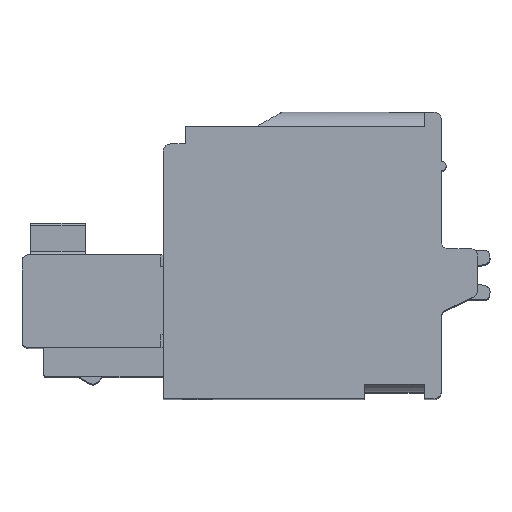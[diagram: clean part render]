
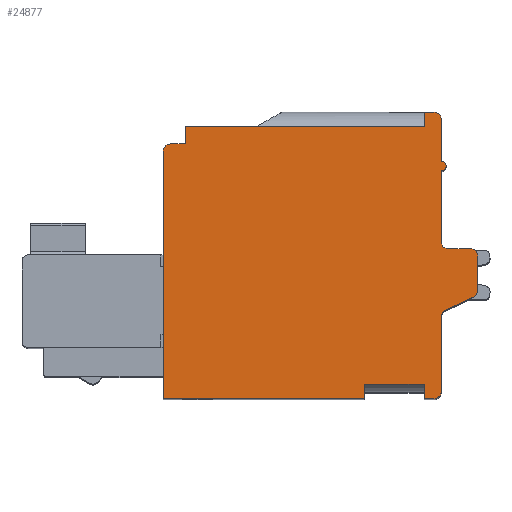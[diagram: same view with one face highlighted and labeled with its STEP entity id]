
A CAD part, top view. The second image highlights one B-rep face of the part: STEP entity #24877.
In plain terms, the highlighted planar face has unit normal (0, 0, 1).
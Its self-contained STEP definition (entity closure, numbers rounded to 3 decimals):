
#139=CARTESIAN_POINT('',(0.7,9.55,5.));
#140=DIRECTION('',(0.,0.,1.));
#141=DIRECTION('',(0.,-1.,0.));
#142=AXIS2_PLACEMENT_3D('',#139,#140,#141);
#237=DIRECTION('',(0.,1.,0.));
#238=VECTOR('',#237,2.9);
#239=CARTESIAN_POINT('',(0.7,6.45,5.));
#240=LINE('',#239,#238);
#453=DIRECTION('',(0.,1.,0.));
#454=VECTOR('',#453,3.059);
#455=CARTESIAN_POINT('',(0.7,0.3,5.));
#456=LINE('',#455,#454);
#1830=DIRECTION('',(0.,-1.,0.));
#1831=VECTOR('',#1830,0.6);
#1832=CARTESIAN_POINT('',(0.,0.6,5.));
#1833=LINE('',#1832,#1831);
#5225=DIRECTION('',(0.,-1.,0.));
#5226=VECTOR('',#5225,0.7);
#5227=CARTESIAN_POINT('',(-9.8,11.15,5.));
#5228=LINE('',#5227,#5226);
#5305=DIRECTION('',(-1.,0.,0.));
#5306=VECTOR('',#5305,9.8);
#5307=CARTESIAN_POINT('',(0.,11.15,5.));
#5308=LINE('',#5307,#5306);
#5875=DIRECTION('',(0.,1.,0.));
#5876=VECTOR('',#5875,10.15);
#5877=CARTESIAN_POINT('',(-10.7,0.,5.));
#5878=LINE('',#5877,#5876);
#5879=CARTESIAN_POINT('',(-10.4,10.15,5.));
#5880=DIRECTION('',(0.,0.,-1.));
#5881=DIRECTION('',(-1.,0.,0.));
#5882=AXIS2_PLACEMENT_3D('',#5879,#5880,#5881);
#5884=DIRECTION('',(1.,0.,0.));
#5885=VECTOR('',#5884,0.6);
#5886=CARTESIAN_POINT('',(-10.4,10.45,5.));
#5887=LINE('',#5886,#5885);
#5888=DIRECTION('',(1.,0.,0.));
#5889=VECTOR('',#5888,0.4);
#5890=CARTESIAN_POINT('',(0.,11.75,5.));
#5891=LINE('',#5890,#5889);
#5892=CARTESIAN_POINT('',(0.4,11.45,5.));
#5893=DIRECTION('',(0.,0.,-1.));
#5894=DIRECTION('',(0.,1.,0.));
#5895=AXIS2_PLACEMENT_3D('',#5892,#5893,#5894);
#5897=DIRECTION('',(0.,-1.,0.));
#5898=VECTOR('',#5897,1.7);
#5899=CARTESIAN_POINT('',(0.7,11.45,5.));
#5900=LINE('',#5899,#5898);
#5901=CARTESIAN_POINT('',(1.,6.45,5.));
#5902=DIRECTION('',(0.,0.,1.));
#5903=DIRECTION('',(-1.,0.,0.));
#5904=AXIS2_PLACEMENT_3D('',#5901,#5902,#5903);
#5906=DIRECTION('',(1.,0.,0.));
#5907=VECTOR('',#5906,0.9);
#5908=CARTESIAN_POINT('',(1.,6.15,5.));
#5909=LINE('',#5908,#5907);
#5910=CARTESIAN_POINT('',(1.9,5.85,5.));
#5911=DIRECTION('',(0.,0.,-1.));
#5912=DIRECTION('',(0.,1.,0.));
#5913=AXIS2_PLACEMENT_3D('',#5910,#5911,#5912);
#5915=DIRECTION('',(0.,-1.,0.));
#5916=VECTOR('',#5915,1.409);
#5917=CARTESIAN_POINT('',(2.2,5.85,5.));
#5918=LINE('',#5917,#5916);
#5919=CARTESIAN_POINT('',(1.9,4.441,5.));
#5920=DIRECTION('',(0.,0.,-1.));
#5921=DIRECTION('',(1.,0.,0.));
#5922=AXIS2_PLACEMENT_3D('',#5919,#5920,#5921);
#5924=DIRECTION('',(-0.906,-0.423,0.));
#5925=VECTOR('',#5924,1.273);
#5926=CARTESIAN_POINT('',(2.027,4.169,5.));
#5927=LINE('',#5926,#5925);
#5928=CARTESIAN_POINT('',(1.,3.359,5.));
#5929=DIRECTION('',(0.,0.,1.));
#5930=DIRECTION('',(-0.423,0.906,0.));
#5931=AXIS2_PLACEMENT_3D('',#5928,#5929,#5930);
#5933=CARTESIAN_POINT('',(0.4,0.3,5.));
#5934=DIRECTION('',(0.,0.,-1.));
#5935=DIRECTION('',(1.,0.,0.));
#5936=AXIS2_PLACEMENT_3D('',#5933,#5934,#5935);
#5938=DIRECTION('',(-1.,0.,0.));
#5939=VECTOR('',#5938,0.4);
#5940=CARTESIAN_POINT('',(0.4,0.,5.));
#5941=LINE('',#5940,#5939);
#5942=DIRECTION('',(0.,-1.,0.));
#5943=VECTOR('',#5942,0.6);
#5944=CARTESIAN_POINT('',(-2.45,0.6,5.));
#5945=LINE('',#5944,#5943);
#5946=DIRECTION('',(-1.,0.,0.));
#5947=VECTOR('',#5946,8.25);
#5948=CARTESIAN_POINT('',(-2.45,0.,5.));
#5949=LINE('',#5948,#5947);
#6181=DIRECTION('',(0.,-1.,0.));
#6182=VECTOR('',#6181,0.6);
#6183=CARTESIAN_POINT('',(0.,11.75,5.));
#6184=LINE('',#6183,#6182);
#6519=DIRECTION('',(1.,0.,0.));
#6520=VECTOR('',#6519,2.45);
#6521=CARTESIAN_POINT('',(-2.45,0.6,5.));
#6522=LINE('',#6521,#6520);
#16605=CARTESIAN_POINT('',(-2.45,0.,5.));
#16606=CARTESIAN_POINT('',(-10.7,0.,5.));
#16607=VERTEX_POINT('',#16605);
#16608=VERTEX_POINT('',#16606);
#16661=CARTESIAN_POINT('',(-10.7,10.15,5.));
#16662=VERTEX_POINT('',#16661);
#16803=CARTESIAN_POINT('',(-9.8,11.15,5.));
#16804=CARTESIAN_POINT('',(-9.8,10.45,5.));
#16805=VERTEX_POINT('',#16803);
#16806=VERTEX_POINT('',#16804);
#16823=CARTESIAN_POINT('',(0.,11.15,5.));
#16824=VERTEX_POINT('',#16823);
#16843=CARTESIAN_POINT('',(0.,11.75,5.));
#16844=CARTESIAN_POINT('',(0.4,11.75,5.));
#16845=VERTEX_POINT('',#16843);
#16846=VERTEX_POINT('',#16844);
#16847=CARTESIAN_POINT('',(0.7,11.45,5.));
#16848=VERTEX_POINT('',#16847);
#16857=CARTESIAN_POINT('',(0.7,9.75,5.));
#16858=VERTEX_POINT('',#16857);
#16867=CARTESIAN_POINT('',(0.7,6.45,5.));
#16868=VERTEX_POINT('',#16867);
#16869=CARTESIAN_POINT('',(0.7,9.35,5.));
#16870=VERTEX_POINT('',#16869);
#16885=CARTESIAN_POINT('',(0.7,0.3,5.));
#16886=CARTESIAN_POINT('',(0.7,3.359,5.));
#16887=VERTEX_POINT('',#16885);
#16888=VERTEX_POINT('',#16886);
#16923=CARTESIAN_POINT('',(0.4,0.,5.));
#16924=VERTEX_POINT('',#16923);
#16925=CARTESIAN_POINT('',(0.,0.,5.));
#16926=VERTEX_POINT('',#16925);
#16928=CARTESIAN_POINT('',(0.,0.6,5.));
#16930=VERTEX_POINT('',#16928);
#16935=CARTESIAN_POINT('',(-2.45,0.6,5.));
#16936=VERTEX_POINT('',#16935);
#16939=CARTESIAN_POINT('',(-10.4,10.45,5.));
#16940=VERTEX_POINT('',#16939);
#16941=CARTESIAN_POINT('',(1.,6.15,5.));
#16942=VERTEX_POINT('',#16941);
#16943=CARTESIAN_POINT('',(1.9,6.15,5.));
#16944=VERTEX_POINT('',#16943);
#16945=CARTESIAN_POINT('',(2.2,5.85,5.));
#16946=VERTEX_POINT('',#16945);
#16947=CARTESIAN_POINT('',(2.2,4.441,5.));
#16948=VERTEX_POINT('',#16947);
#16949=CARTESIAN_POINT('',(2.027,4.169,5.));
#16950=VERTEX_POINT('',#16949);
#16951=CARTESIAN_POINT('',(0.873,3.631,5.));
#16952=VERTEX_POINT('',#16951);
#24834=CARTESIAN_POINT('',(-1.384,8.507,5.));
#24835=DIRECTION('',(0.,0.,1.));
#24836=DIRECTION('',(1.,0.,0.));
#24837=AXIS2_PLACEMENT_3D('',#24834,#24835,#24836);
#24838=PLANE('',#24837);
#24839=ORIENTED_EDGE('',*,*,#20635,.T.);
#24841=ORIENTED_EDGE('',*,*,#24840,.T.);
#24843=ORIENTED_EDGE('',*,*,#24842,.T.);
#24844=ORIENTED_EDGE('',*,*,#23803,.F.);
#24845=ORIENTED_EDGE('',*,*,#23910,.F.);
#24847=ORIENTED_EDGE('',*,*,#24846,.F.);
#24848=ORIENTED_EDGE('',*,*,#24792,.T.);
#24849=ORIENTED_EDGE('',*,*,#24826,.T.);
#24850=ORIENTED_EDGE('',*,*,#17158,.T.);
#24851=ORIENTED_EDGE('',*,*,#17245,.F.);
#24852=ORIENTED_EDGE('',*,*,#17298,.F.);
#24854=ORIENTED_EDGE('',*,*,#24853,.T.);
#24856=ORIENTED_EDGE('',*,*,#24855,.T.);
#24858=ORIENTED_EDGE('',*,*,#24857,.T.);
#24860=ORIENTED_EDGE('',*,*,#24859,.T.);
#24862=ORIENTED_EDGE('',*,*,#24861,.T.);
#24864=ORIENTED_EDGE('',*,*,#24863,.T.);
#24866=ORIENTED_EDGE('',*,*,#24865,.T.);
#24867=ORIENTED_EDGE('',*,*,#17490,.F.);
#24868=ORIENTED_EDGE('',*,*,#18985,.T.);
#24869=ORIENTED_EDGE('',*,*,#19000,.T.);
#24870=ORIENTED_EDGE('',*,*,#19019,.F.);
#24872=ORIENTED_EDGE('',*,*,#24871,.F.);
#24873=ORIENTED_EDGE('',*,*,#19085,.T.);
#24874=ORIENTED_EDGE('',*,*,#19140,.T.);
#24875=EDGE_LOOP('',(#24839,#24841,#24843,#24844,#24845,#24847,#24848,#24849,
#24850,#24851,#24852,#24854,#24856,#24858,#24860,#24862,#24864,#24866,#24867,
#24868,#24869,#24870,#24872,#24873,#24874));
#24876=FACE_OUTER_BOUND('',#24875,.F.);
#143=CIRCLE('',#142,0.2);
#5883=CIRCLE('',#5882,0.3);
#5896=CIRCLE('',#5895,0.3);
#5905=CIRCLE('',#5904,0.3);
#5914=CIRCLE('',#5913,0.3);
#5923=CIRCLE('',#5922,0.3);
#5932=CIRCLE('',#5931,0.3);
#5937=CIRCLE('',#5936,0.3);
#17158=EDGE_CURVE('',#16848,#16858,#5900,.T.);
#17245=EDGE_CURVE('',#16870,#16858,#143,.T.);
#17298=EDGE_CURVE('',#16868,#16870,#240,.T.);
#17490=EDGE_CURVE('',#16887,#16888,#456,.T.);
#18985=EDGE_CURVE('',#16887,#16924,#5937,.T.);
#19000=EDGE_CURVE('',#16924,#16926,#5941,.T.);
#19019=EDGE_CURVE('',#16930,#16926,#1833,.T.);
#19085=EDGE_CURVE('',#16936,#16607,#5945,.T.);
#19140=EDGE_CURVE('',#16607,#16608,#5949,.T.);
#20635=EDGE_CURVE('',#16608,#16662,#5878,.T.);
#23803=EDGE_CURVE('',#16805,#16806,#5228,.T.);
#23910=EDGE_CURVE('',#16824,#16805,#5308,.T.);
#24792=EDGE_CURVE('',#16845,#16846,#5891,.T.);
#24826=EDGE_CURVE('',#16846,#16848,#5896,.T.);
#24840=EDGE_CURVE('',#16662,#16940,#5883,.T.);
#24842=EDGE_CURVE('',#16940,#16806,#5887,.T.);
#24846=EDGE_CURVE('',#16845,#16824,#6184,.T.);
#24853=EDGE_CURVE('',#16868,#16942,#5905,.T.);
#24855=EDGE_CURVE('',#16942,#16944,#5909,.T.);
#24857=EDGE_CURVE('',#16944,#16946,#5914,.T.);
#24859=EDGE_CURVE('',#16946,#16948,#5918,.T.);
#24861=EDGE_CURVE('',#16948,#16950,#5923,.T.);
#24863=EDGE_CURVE('',#16950,#16952,#5927,.T.);
#24865=EDGE_CURVE('',#16952,#16888,#5932,.T.);
#24871=EDGE_CURVE('',#16936,#16930,#6522,.T.);
#24877=ADVANCED_FACE('',(#24876),#24838,.T.);
